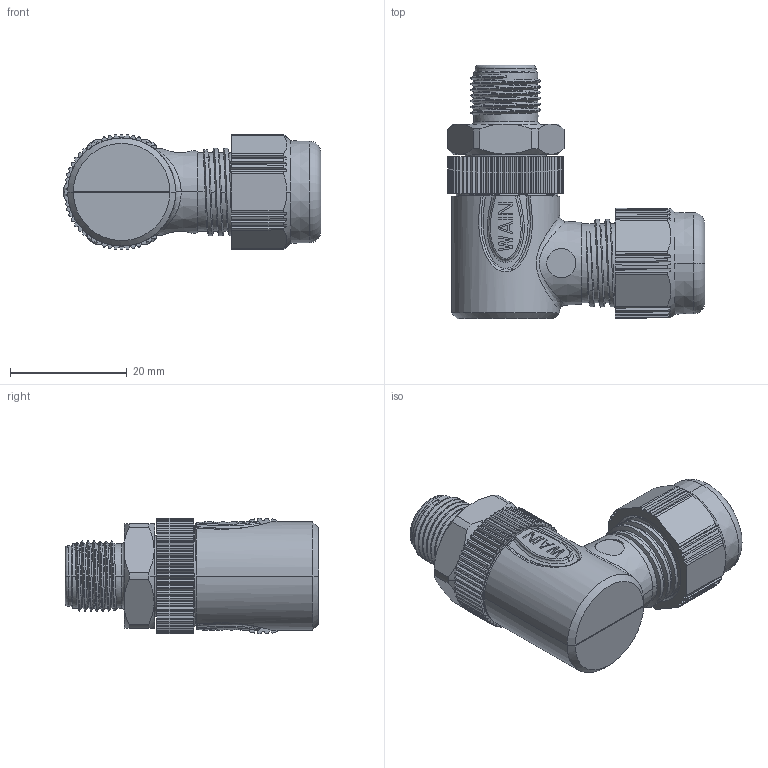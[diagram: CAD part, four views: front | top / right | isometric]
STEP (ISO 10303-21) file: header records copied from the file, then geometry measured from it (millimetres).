
FILE_DESCRIPTION((''),'2;1');
FILE_NAME('PRT0001','2021-01-05T',('zh.su'),(''),'PRO/ENGINEER BY PARAMETRIC TECHNOLOGY CORPORATION, 2012480','PRO/ENGINEER BY PARAMETRIC TECHNOLOGY CORPORATION, 2012480','');
FILE_SCHEMA(('CONFIG_CONTROL_DESIGN'));
Length unit declared in the file: millimetre
Products named in the file (1): PRT0001
Bounding box: 44.08 x 43.38 x 19.8 mm (x, y, z)
Volume: 14931.4 mm3; surface area: 6145.6 mm2
Topology: 1 solids, 7 shells, 711 faces, 1953 edges, 1283 vertices
Faces by surface type: plane 349, cylinder 206, cone 79, bspline 50, torus 14, sphere 8, extrusion 5
Entity records: 30146 total; most frequent: CARTESIAN_POINT 12432, ORIENTED_EDGE 3890, DIRECTION 3440, EDGE_CURVE 1945, VERTEX_POINT 1283, AXIS2_PLACEMENT_3D 1212, VECTOR 1016, LINE 1011
